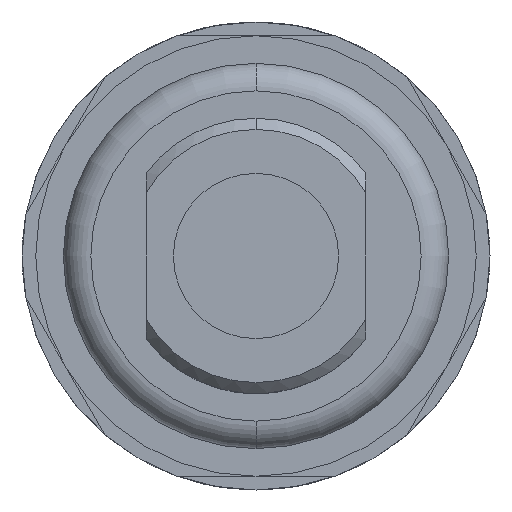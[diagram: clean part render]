
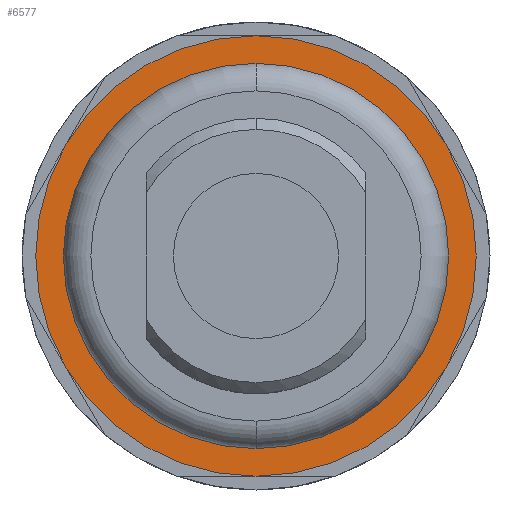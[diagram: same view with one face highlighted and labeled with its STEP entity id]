
A CAD part, front view. The second image highlights one B-rep face of the part: STEP entity #6577.
In plain terms, the highlighted planar face has unit normal (0, -1, 0).
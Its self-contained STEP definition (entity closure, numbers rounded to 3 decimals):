
#303 = CIRCLE ( 'NONE', #1078, 3.5 ) ;
#476 = DIRECTION ( 'NONE',  ( 0., 1., 0. ) ) ;
#681 = EDGE_CURVE ( 'Defeature ausgef�hrt4_2+Defeature ausgef�hrt4_8+Defeature ausgef�hrt4_8+Defeature ausgef�hrt4_8', #4312, #3568, #8021, .T. ) ;
#1078 = AXIS2_PLACEMENT_3D ( 'NONE', #3586, #8293, #4337 ) ;
#1640 = EDGE_CURVE ( 'Defeature ausgef�hrt4_2+Defeature ausgef�hrt4_8+Defeature ausgef�hrt4_8+Defeature ausgef�hrt4_8', #3568, #4312, #303, .T. ) ;
#1670 = DIRECTION ( 'NONE',  ( 0., 1., 0. ) ) ;
#1717 = DIRECTION ( 'NONE',  ( 0., 1., 0. ) ) ;
#1783 = ORIENTED_EDGE ( 'NONE', *, *, #2092, .F. ) ;
#1985 = ORIENTED_EDGE ( 'NONE', *, *, #681, .T. ) ;
#2092 = EDGE_CURVE ( 'Defeature ausgef�hrt4_3+Defeature ausgef�hrt4_2+Defeature ausgef�hrt4_2+Defeature ausgef�hrt4_2', #3996, #8238, #7645, .T. ) ;
#2118 = AXIS2_PLACEMENT_3D ( 'NONE', #3647, #1670, #2420 ) ;
#2332 = CARTESIAN_POINT ( 'NONE',  ( 4., -8.5, 0. ) ) ;
#2346 = CARTESIAN_POINT ( 'NONE',  ( 0., -8.5, 0. ) ) ;
#2420 = DIRECTION ( 'NONE',  ( 0., 0., 1. ) ) ;
#2820 = DIRECTION ( 'NONE',  ( 0., 1., 0. ) ) ;
#3407 = EDGE_LOOP ( 'NONE', ( #1985, #6361 ) ) ;
#3492 = CARTESIAN_POINT ( 'NONE',  ( 0., -8.5, 3.5 ) ) ;
#3568 = VERTEX_POINT ( 'NONE', #5195 ) ;
#3586 = CARTESIAN_POINT ( 'NONE',  ( 0., -8.5, 0. ) ) ;
#3647 = CARTESIAN_POINT ( 'NONE',  ( 0., -8.5, 0. ) ) ;
#3714 = PLANE ( 'NONE',  #7588 ) ;
#3798 = AXIS2_PLACEMENT_3D ( 'NONE', #7414, #2820, #8032 ) ;
#3996 = VERTEX_POINT ( 'NONE', #8309 ) ;
#4005 = EDGE_CURVE ( 'Defeature ausgef�hrt4_3+Defeature ausgef�hrt4_2+Defeature ausgef�hrt4_2+Defeature ausgef�hrt4_2', #8238, #3996, #4406, .T. ) ;
#4312 = VERTEX_POINT ( 'NONE', #3492 ) ;
#4332 = CARTESIAN_POINT ( 'NONE',  ( 0., -8.5, -4. ) ) ;
#4337 = DIRECTION ( 'NONE',  ( 0., 0., 1. ) ) ;
#4379 = EDGE_LOOP ( 'NONE', ( #1783, #6082 ) ) ;
#4385 = DIRECTION ( 'NONE',  ( 0., 0., 1. ) ) ;
#4405 = DIRECTION ( 'NONE',  ( 0., 0., 1. ) ) ;
#4406 = CIRCLE ( 'NONE', #5897, 4. ) ;
#5195 = CARTESIAN_POINT ( 'NONE',  ( 0., -8.5, -3.5 ) ) ;
#5428 = FACE_OUTER_BOUND ( 'NONE', #4379, .T. ) ;
#5897 = AXIS2_PLACEMENT_3D ( 'NONE', #2346, #1717, #4385 ) ;
#6082 = ORIENTED_EDGE ( 'NONE', *, *, #4005, .F. ) ;
#6361 = ORIENTED_EDGE ( 'NONE', *, *, #1640, .T. ) ;
#6577 = ADVANCED_FACE ( 'Defeature ausgef�hrt4_2', ( #5428, #7778 ), #3714, .F. ) ;
#7414 = CARTESIAN_POINT ( 'NONE',  ( 0., -8.5, 0. ) ) ;
#7588 = AXIS2_PLACEMENT_3D ( 'NONE', #2332, #476, #4405 ) ;
#7645 = CIRCLE ( 'NONE', #2118, 4. ) ;
#7778 = FACE_BOUND ( 'NONE', #3407, .T. ) ;
#8021 = CIRCLE ( 'NONE', #3798, 3.5 ) ;
#8032 = DIRECTION ( 'NONE',  ( 0., 0., 1. ) ) ;
#8238 = VERTEX_POINT ( 'NONE', #4332 ) ;
#8293 = DIRECTION ( 'NONE',  ( 0., 1., 0. ) ) ;
#8309 = CARTESIAN_POINT ( 'NONE',  ( 0., -8.5, 4. ) ) ;
